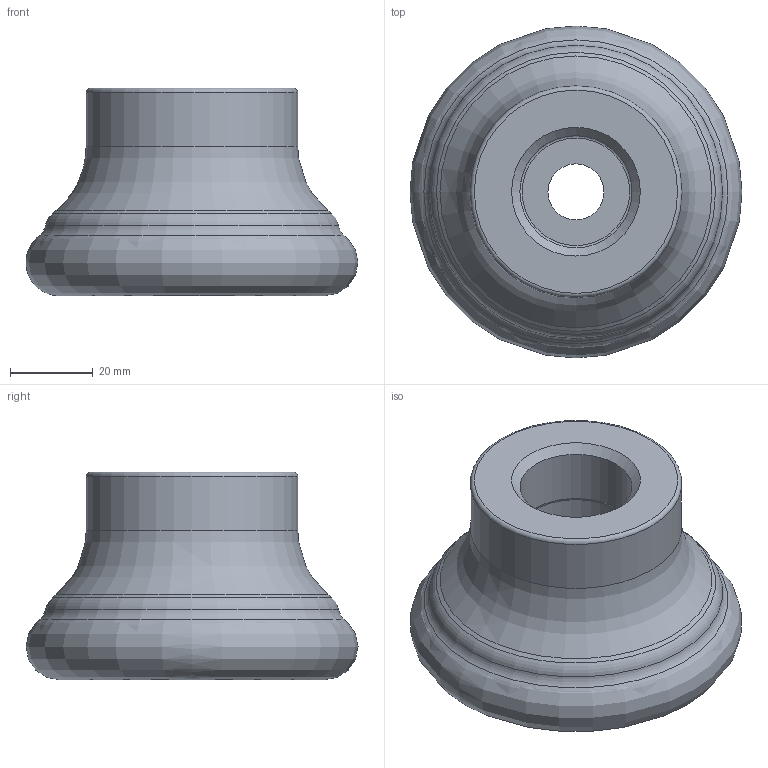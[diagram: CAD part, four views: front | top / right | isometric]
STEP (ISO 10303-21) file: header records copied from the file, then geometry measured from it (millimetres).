
FILE_DESCRIPTION(/* description */ (''),/* implementation_level */ '2;1');
FILE_NAME(/* name */ '1539333842456.stp',/* time_stamp */ '2018-10-12T14:14:17+06:00',/* author */ (''),/* organization */ ('SMS'),/* preprocessor_version */ 'ST-DEVELOPER v15',/* originating_system */ 'SIEMENS PLM Software NX 8.5',/* authorisation */ '');
FILE_SCHEMA (('AUTOMOTIVE_DESIGN { 1 0 10303 214 3 1 1 1 }'));
Length unit declared in the file: millimetre
Products named in the file (4): ASSEMBLY_CONSTRUCTION; 201858439mod000_00; 201904404mod000_00; 201904403mod000_00
Assembly tree (3 placements, depth 2):
  201904403mod000_00
    201904404mod000_00
    201858439mod000_00
    ASSEMBLY_CONSTRUCTION
Bounding box: 79.98 x 80 x 50 mm (x, y, z)
Volume: 154609.9 mm3; surface area: 28854.8 mm2
Topology: 2 solids, 2 shells, 30 faces, 56 edges, 44 vertices
Faces by surface type: torus 13, cone 6, cylinder 5, plane 5, bspline 1
Full cylindrical faces by diameter (mm): 13.5 x1, 20 x1, 27.011 x1, 27.5 x1, 51 x1
Entity records: 2976 total; most frequent: CARTESIAN_POINT 2217, DIRECTION 148, AXIS2_PLACEMENT_3D 74, FACE_BOUND 59, EDGE_LOOP 58, ORIENTED_EDGE 58, ADVANCED_FACE 30, VERTEX_POINT 30
